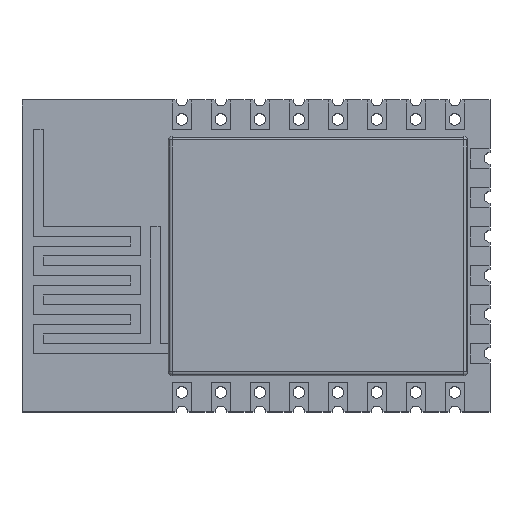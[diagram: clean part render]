
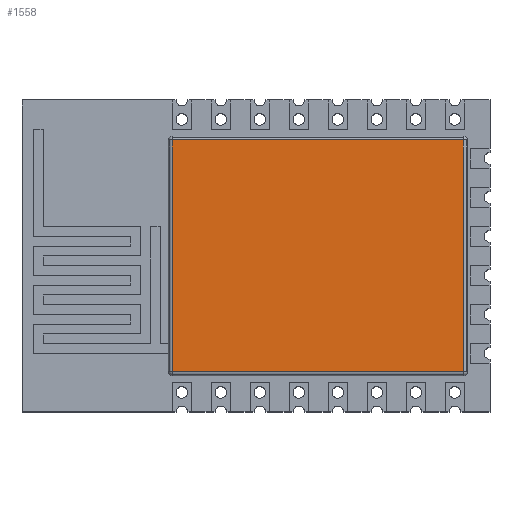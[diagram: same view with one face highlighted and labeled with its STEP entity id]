
A CAD part, top view. The second image highlights one B-rep face of the part: STEP entity #1558.
In plain terms, the highlighted planar face has unit normal (0, 0, 1).
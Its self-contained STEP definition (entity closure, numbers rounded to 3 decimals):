
#1558=ADVANCED_FACE('',(#2292),#2293,.T.);
#2292=FACE_OUTER_BOUND('',#3064,.T.);
#2293=PLANE('',#3065);
#3064=EDGE_LOOP('',(#5815,#5816,#5817,#5818));
#3065=AXIS2_PLACEMENT_3D('',#5819,#5820,#5821);
#5815=ORIENTED_EDGE('',*,*,#6956,.F.);
#5816=ORIENTED_EDGE('',*,*,#6936,.F.);
#5817=ORIENTED_EDGE('',*,*,#6940,.F.);
#5818=ORIENTED_EDGE('',*,*,#6944,.F.);
#5819=CARTESIAN_POINT('',(-9.825,-11.444,3.48));
#5820=DIRECTION('',(0.,0.,1.));
#5821=DIRECTION('',(1.,0.,0.));
#6936=EDGE_CURVE('',#8409,#8411,#8412,.T.);
#6940=EDGE_CURVE('',#8417,#8409,#8419,.T.);
#6944=EDGE_CURVE('',#8424,#8417,#8426,.T.);
#6956=EDGE_CURVE('',#8411,#8424,#8448,.T.);
#8409=VERTEX_POINT('',#10652);
#8411=VERTEX_POINT('',#10654);
#8412=LINE('',#10655,#10656);
#8417=VERTEX_POINT('',#10662);
#8419=LINE('',#10664,#10665);
#8424=VERTEX_POINT('',#10671);
#8426=LINE('',#10673,#10674);
#8448=LINE('',#10701,#10702);
#10652=CARTESIAN_POINT('',(-17.29,-5.499,3.48));
#10654=CARTESIAN_POINT('',(-2.36,-5.499,3.48));
#10655=CARTESIAN_POINT('',(-9.825,-5.499,3.48));
#10656=VECTOR('',#12074,10.);
#10662=CARTESIAN_POINT('',(-17.29,-17.389,3.48));
#10664=CARTESIAN_POINT('',(-17.29,-11.444,3.48));
#10665=VECTOR('',#12082,10.);
#10671=CARTESIAN_POINT('',(-2.36,-17.389,3.48));
#10673=CARTESIAN_POINT('',(-9.825,-17.389,3.48));
#10674=VECTOR('',#12090,10.);
#10701=CARTESIAN_POINT('',(-2.36,-11.444,3.48));
#10702=VECTOR('',#12114,10.);
#12074=DIRECTION('',(1.,0.,0.));
#12082=DIRECTION('',(0.,1.,0.));
#12090=DIRECTION('',(-1.,0.,0.));
#12114=DIRECTION('',(0.,-1.,0.));
